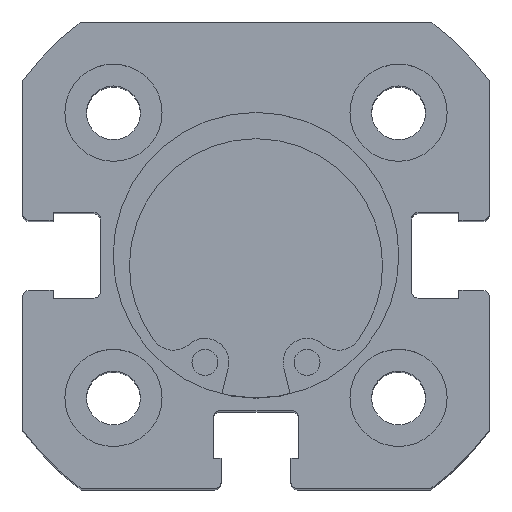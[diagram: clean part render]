
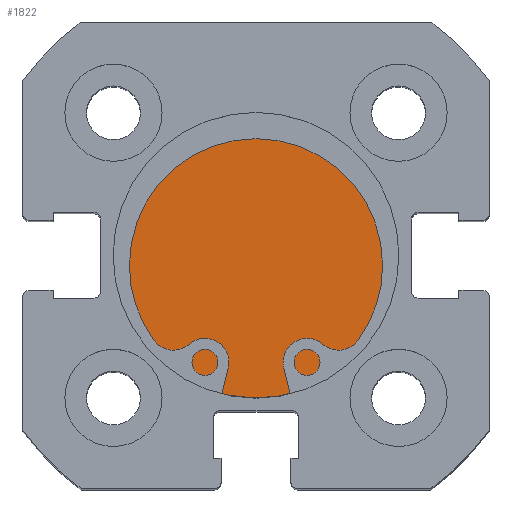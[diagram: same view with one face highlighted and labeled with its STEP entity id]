
A CAD part, top view. The second image highlights one B-rep face of the part: STEP entity #1822.
In plain terms, the highlighted face is planar.
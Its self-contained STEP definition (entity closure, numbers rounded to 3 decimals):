
#432 = ORIENTED_EDGE ( 'NONE', *, *, #3679, .F. ) ;
#433 = ORIENTED_EDGE ( 'NONE', *, *, #3735, .F. ) ;
#1101 = EDGE_LOOP ( 'NONE', ( #433, #432 ) ) ;
#1503 = FACE_OUTER_BOUND ( 'NONE', #1101, .T. ) ;
#1822 = ADVANCED_FACE ( 'NONE', ( #1503 ), #4598, .F. ) ;
#2139 = CIRCLE ( 'NONE', #4125, 11. ) ;
#2215 = CIRCLE ( 'NONE', #4151, 11. ) ;
#2457 = CARTESIAN_POINT ( 'NONE',  ( 6., 0., 0. ) ) ;
#2465 = DIRECTION ( 'NONE',  ( -1., 0., 0. ) ) ;
#2466 = DIRECTION ( 'NONE',  ( 0., 0., 1. ) ) ;
#2702 = CARTESIAN_POINT ( 'NONE',  ( 6., 0., -11. ) ) ;
#2703 = CARTESIAN_POINT ( 'NONE',  ( 6., 0., 11. ) ) ;
#3679 = EDGE_CURVE ( 'NONE', #4345, #4346, #2139, .T. ) ;
#3735 = EDGE_CURVE ( 'NONE', #4346, #4345, #2215, .T. ) ;
#3921 = AXIS2_PLACEMENT_3D ( 'NONE', #4597, #4599, #4600 ) ;
#4125 = AXIS2_PLACEMENT_3D ( 'NONE', #5676, #5678, #5679 ) ;
#4151 = AXIS2_PLACEMENT_3D ( 'NONE', #2457, #2465, #2466 ) ;
#4345 = VERTEX_POINT ( 'NONE', #2702 ) ;
#4346 = VERTEX_POINT ( 'NONE', #2703 ) ;
#4597 = CARTESIAN_POINT ( 'NONE',  ( 6., 11., 0. ) ) ;
#4598 = PLANE ( 'NONE',  #3921 ) ;
#4599 = DIRECTION ( 'NONE',  ( -1., 0., 0. ) ) ;
#4600 = DIRECTION ( 'NONE',  ( 0., 0., 1. ) ) ;
#5676 = CARTESIAN_POINT ( 'NONE',  ( 6., 0., 0. ) ) ;
#5678 = DIRECTION ( 'NONE',  ( -1., 0., 0. ) ) ;
#5679 = DIRECTION ( 'NONE',  ( 0., 0., 1. ) ) ;
